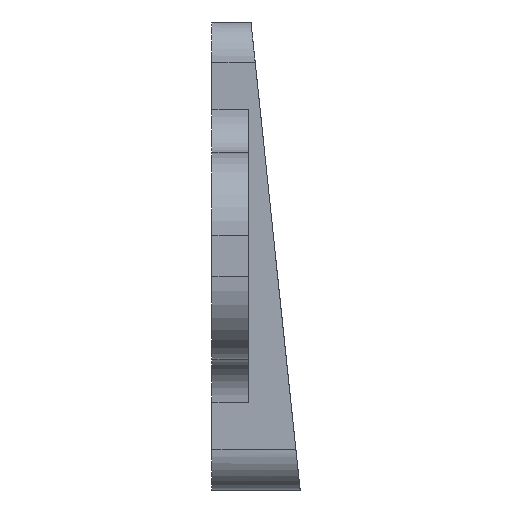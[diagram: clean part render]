
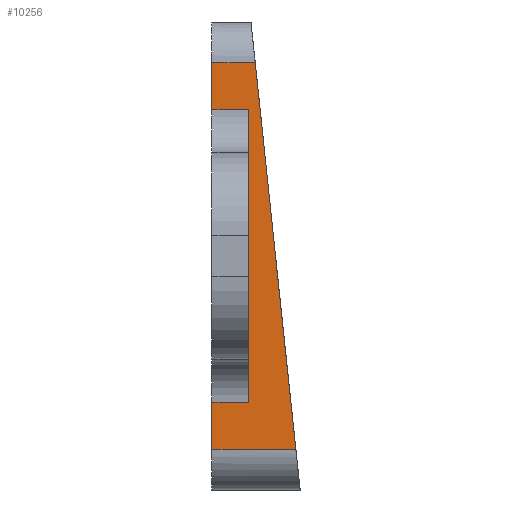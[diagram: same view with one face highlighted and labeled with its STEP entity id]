
A CAD part, left-side view. The second image highlights one B-rep face of the part: STEP entity #10256.
In plain terms, the highlighted planar face has unit normal (-1, 0, 0).
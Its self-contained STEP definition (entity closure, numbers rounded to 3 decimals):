
#328=PLANE('',#10458);
#927=FACE_OUTER_BOUND('',#1637,.T.);
#1637=EDGE_LOOP('',(#9090,#9091,#9092,#9093,#9094,#9095,#9096,#9097));
#2145=LINE('',#20388,#2693);
#2158=LINE('',#20440,#2706);
#2162=LINE('',#20455,#2710);
#2168=LINE('',#20487,#2716);
#2184=LINE('',#20531,#2732);
#2186=LINE('',#20535,#2734);
#2188=LINE('',#20538,#2736);
#2189=LINE('',#20539,#2737);
#2693=VECTOR('',#11204,10.);
#2706=VECTOR('',#11255,10.);
#2710=VECTOR('',#11267,10.);
#2716=VECTOR('',#11305,10.);
#2732=VECTOR('',#11349,10.);
#2734=VECTOR('',#11355,10.);
#2736=VECTOR('',#11359,10.);
#2737=VECTOR('',#11360,10.);
#4610=VERTEX_POINT('',#20385);
#4611=VERTEX_POINT('',#20387);
#4616=VERTEX_POINT('',#20409);
#4630=VERTEX_POINT('',#20437);
#4631=VERTEX_POINT('',#20439);
#4638=VERTEX_POINT('',#20453);
#4647=VERTEX_POINT('',#20485);
#4648=VERTEX_POINT('',#20486);
#6093=EDGE_CURVE('',#4611,#4610,#2145,.T.);
#6117=EDGE_CURVE('',#4630,#4631,#2158,.F.);
#6125=EDGE_CURVE('',#4638,#4616,#2162,.F.);
#6139=EDGE_CURVE('',#4647,#4648,#2168,.T.);
#6163=EDGE_CURVE('',#4631,#4648,#2184,.T.);
#6165=EDGE_CURVE('',#4647,#4638,#2186,.T.);
#6167=EDGE_CURVE('',#4611,#4630,#2188,.T.);
#6168=EDGE_CURVE('',#4616,#4610,#2189,.T.);
#9090=ORIENTED_EDGE('',*,*,#6163,.F.);
#9091=ORIENTED_EDGE('',*,*,#6117,.F.);
#9092=ORIENTED_EDGE('',*,*,#6167,.F.);
#9093=ORIENTED_EDGE('',*,*,#6093,.T.);
#9094=ORIENTED_EDGE('',*,*,#6168,.F.);
#9095=ORIENTED_EDGE('',*,*,#6125,.F.);
#9096=ORIENTED_EDGE('',*,*,#6165,.F.);
#9097=ORIENTED_EDGE('',*,*,#6139,.T.);
#10256=ADVANCED_FACE('',(#927),#328,.T.);
#10458=AXIS2_PLACEMENT_3D('',#20537,#11357,#11358);
#11204=DIRECTION('',(0.,0.105,0.995));
#11255=DIRECTION('',(0.,0.,-1.));
#11267=DIRECTION('',(0.,0.,-1.));
#11305=DIRECTION('',(0.,0.,-1.));
#11349=DIRECTION('',(0.,-1.,0.));
#11355=DIRECTION('',(0.,1.,0.));
#11357=DIRECTION('center_axis',(-1.,0.,0.));
#11358=DIRECTION('ref_axis',(0.,0.,-1.));
#11359=DIRECTION('',(0.,1.,0.));
#11360=DIRECTION('',(0.,-1.,0.));
#20385=CARTESIAN_POINT('',(-109.875,-4.139,23.5));
#20387=CARTESIAN_POINT('',(-109.875,-8.028,-13.5));
#20388=CARTESIAN_POINT('',(-109.875,-4.88,16.443));
#20409=CARTESIAN_POINT('',(-109.875,0.,23.5));
#20437=CARTESIAN_POINT('',(-109.875,0.,-13.5));
#20439=CARTESIAN_POINT('',(-109.875,0.,-9.));
#20440=CARTESIAN_POINT('',(-109.875,0.,16.25));
#20453=CARTESIAN_POINT('',(-109.875,0.,19.));
#20455=CARTESIAN_POINT('',(-109.875,0.,16.25));
#20485=CARTESIAN_POINT('',(-109.875,-3.5,19.));
#20486=CARTESIAN_POINT('',(-109.875,-3.5,-9.));
#20487=CARTESIAN_POINT('',(-109.875,-3.5,13.75));
#20531=CARTESIAN_POINT('',(-109.875,0.,-9.));
#20535=CARTESIAN_POINT('',(-109.875,0.,19.));
#20537=CARTESIAN_POINT('Origin',(-109.875,0.,27.5));
#20538=CARTESIAN_POINT('',(-109.875,0.,-13.5));
#20539=CARTESIAN_POINT('',(-109.875,0.,23.5));
